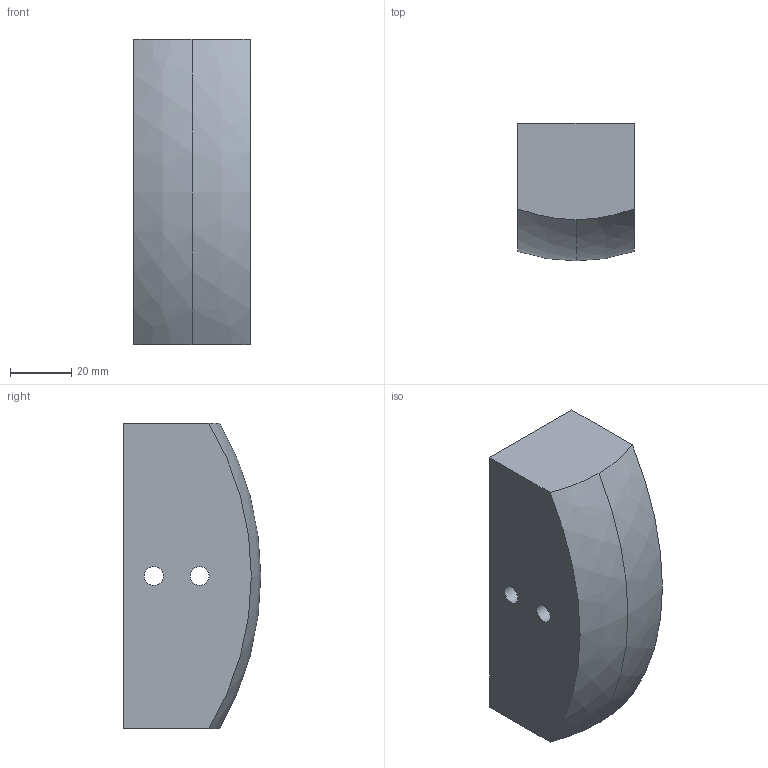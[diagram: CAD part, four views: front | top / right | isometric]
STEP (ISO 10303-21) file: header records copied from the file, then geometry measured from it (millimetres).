
FILE_DESCRIPTION(/* description */ (''),/* implementation_level */ '2;1');
FILE_NAME(/* name */ 'DIE - CNC Flatter v2.step',/* time_stamp */ '2024-08-01T08:07:10-07:00',/* author */ (''),/* organization */ (''),/* preprocessor_version */ 'ST-DEVELOPER v20',/* originating_system */ 'Autodesk Translation Framework v13.14.0.145',/* authorisation */ '');
FILE_SCHEMA (('AUTOMOTIVE_DESIGN { 1 0 10303 214 3 1 1 }'));
Length unit declared in the file: millimetre
Products named in the file (1): DIE - CNC Flatter
Bounding box: 38.1 x 45 x 100 mm (x, y, z)
Volume: 148527.9 mm3; surface area: 19036.6 mm2
Topology: 1 solids, 1 shells, 9 faces, 21 edges, 14 vertices
Faces by surface type: plane 5, bspline 2, cylinder 2
Full cylindrical faces by diameter (mm): 6.2 x2
Entity records: 331 total; most frequent: CARTESIAN_POINT 89, ORIENTED_EDGE 42, DIRECTION 40, EDGE_CURVE 21, AXIS2_PLACEMENT_3D 15, VERTEX_POINT 14, EDGE_LOOP 13, LINE 10
